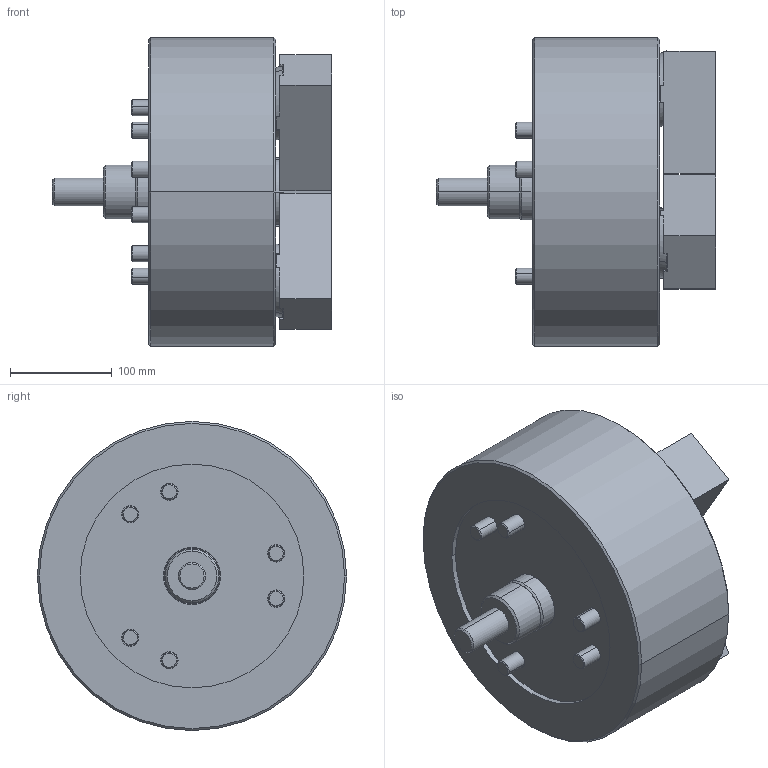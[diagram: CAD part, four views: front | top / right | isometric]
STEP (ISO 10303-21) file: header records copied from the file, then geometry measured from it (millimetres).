
FILE_DESCRIPTION (( 'STEP AP203' ), '1' );
FILE_NAME ('3D-12 外觀參考.STEP', '2016-03-15T05:47:13', ( 'temp' ), ( '' ), 'SwSTEP 2.0', 'SolidWorks 2015', '' );
FILE_SCHEMA (( 'CONFIG_CONTROL_DESIGN' ));
Length unit declared in the file: millimetre
Products named in the file (10): 3D-12 外觀參考; 3D-12-中仁; 3D-12-主爪; 3D-12-法蘭蓋; 3D-12連接管螺帽; M27x125; 3D-12-生爪; M16x35; M16x125; 3D-12-本體
Assembly tree (23 placements, depth 2):
  3D-12 外觀參考
    3D-12-本體
    3D-12-中仁
    3D-12-主爪  x3
    3D-12-法蘭蓋
    3D-12連接管螺帽
    M27x125
    3D-12-生爪  x3
    M16x35  x6
    M16x125  x6
Bounding box: 274.5 x 304 x 304 mm (x, y, z)
Volume: 9416408.9 mm3; surface area: 809038.1 mm2
Topology: 23 solids, 23 shells, 660 faces, 1542 edges, 941 vertices
Faces by surface type: plane 327, cylinder 195, cone 132, torus 6
Entity records: 9788 total; most frequent: CARTESIAN_POINT 1615, DIRECTION 1524, ORIENTED_EDGE 1304, EDGE_CURVE 652, AXIS2_PLACEMENT_3D 604, VERTEX_POINT 415, EDGE_LOOP 357, LINE 316
